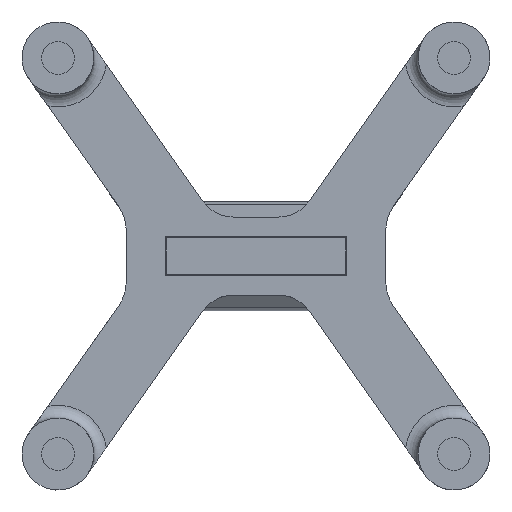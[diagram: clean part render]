
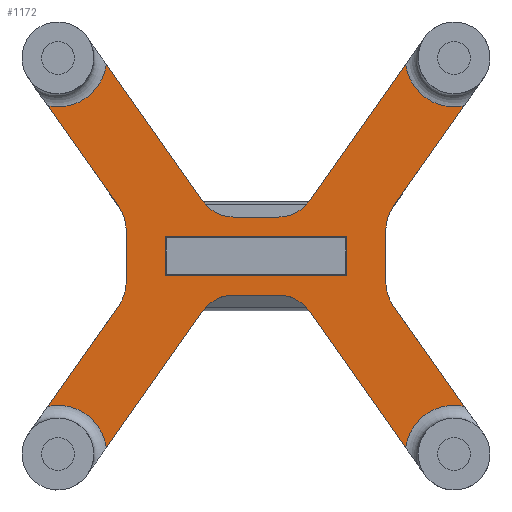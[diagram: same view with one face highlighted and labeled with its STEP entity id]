
A CAD part, top view. The second image highlights one B-rep face of the part: STEP entity #1172.
In plain terms, the highlighted planar face has unit normal (0, 0, 1).
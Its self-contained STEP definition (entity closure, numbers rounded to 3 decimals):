
#39=FACE_BOUND('',#247,.T.);
#57=CIRCLE('',#1234,3.);
#59=CIRCLE('',#1238,3.);
#61=CIRCLE('',#1242,3.);
#63=CIRCLE('',#1246,3.);
#65=CIRCLE('',#1250,3.);
#67=CIRCLE('',#1254,3.);
#69=CIRCLE('',#1258,3.);
#71=CIRCLE('',#1262,3.);
#73=CIRCLE('',#1266,3.763);
#79=CIRCLE('',#1274,3.763);
#84=CIRCLE('',#1281,3.763);
#88=CIRCLE('',#1287,3.763);
#177=FACE_OUTER_BOUND('',#246,.T.);
#246=EDGE_LOOP('',(#984,#985,#986,#987,#988,#989,#990,#991,#992,#993,#994,
#995,#996,#997,#998,#999,#1000,#1001,#1002,#1003,#1004,#1005,#1006,#1007));
#247=EDGE_LOOP('',(#1008,#1009,#1010,#1011));
#298=LINE('',#1799,#400);
#301=LINE('',#1810,#403);
#307=LINE('',#1833,#409);
#310=LINE('',#1844,#412);
#316=LINE('',#1867,#418);
#319=LINE('',#1878,#421);
#325=LINE('',#1901,#427);
#328=LINE('',#1912,#430);
#342=LINE('',#2026,#444);
#343=LINE('',#2027,#445);
#344=LINE('',#2028,#446);
#345=LINE('',#2029,#447);
#346=LINE('',#2032,#448);
#347=LINE('',#2034,#449);
#348=LINE('',#2036,#450);
#349=LINE('',#2037,#451);
#400=VECTOR('',#1439,10.);
#403=VECTOR('',#1450,10.);
#409=VECTOR('',#1464,10.);
#412=VECTOR('',#1475,10.);
#418=VECTOR('',#1489,10.);
#421=VECTOR('',#1500,10.);
#427=VECTOR('',#1514,10.);
#430=VECTOR('',#1525,10.);
#444=VECTOR('',#1635,10.);
#445=VECTOR('',#1636,10.);
#446=VECTOR('',#1637,10.);
#447=VECTOR('',#1638,10.);
#448=VECTOR('',#1639,10.);
#449=VECTOR('',#1640,10.);
#450=VECTOR('',#1641,10.);
#451=VECTOR('',#1642,10.);
#498=VERTEX_POINT('',#1782);
#499=VERTEX_POINT('',#1784);
#502=VERTEX_POINT('',#1792);
#505=VERTEX_POINT('',#1804);
#506=VERTEX_POINT('',#1806);
#509=VERTEX_POINT('',#1816);
#510=VERTEX_POINT('',#1818);
#513=VERTEX_POINT('',#1826);
#516=VERTEX_POINT('',#1838);
#517=VERTEX_POINT('',#1840);
#520=VERTEX_POINT('',#1850);
#521=VERTEX_POINT('',#1852);
#524=VERTEX_POINT('',#1860);
#527=VERTEX_POINT('',#1872);
#528=VERTEX_POINT('',#1874);
#531=VERTEX_POINT('',#1884);
#532=VERTEX_POINT('',#1886);
#535=VERTEX_POINT('',#1894);
#538=VERTEX_POINT('',#1906);
#539=VERTEX_POINT('',#1908);
#541=VERTEX_POINT('',#1917);
#547=VERTEX_POINT('',#1939);
#552=VERTEX_POINT('',#1959);
#556=VERTEX_POINT('',#1977);
#568=VERTEX_POINT('',#2030);
#569=VERTEX_POINT('',#2031);
#570=VERTEX_POINT('',#2033);
#571=VERTEX_POINT('',#2035);
#626=EDGE_CURVE('',#498,#499,#57,.T.);
#631=EDGE_CURVE('',#498,#502,#298,.T.);
#634=EDGE_CURVE('',#505,#506,#59,.T.);
#636=EDGE_CURVE('',#505,#499,#301,.T.);
#640=EDGE_CURVE('',#509,#510,#61,.T.);
#645=EDGE_CURVE('',#509,#513,#307,.T.);
#648=EDGE_CURVE('',#516,#517,#63,.T.);
#650=EDGE_CURVE('',#516,#510,#310,.T.);
#654=EDGE_CURVE('',#520,#521,#65,.T.);
#659=EDGE_CURVE('',#520,#524,#316,.T.);
#662=EDGE_CURVE('',#527,#528,#67,.T.);
#664=EDGE_CURVE('',#527,#521,#319,.T.);
#668=EDGE_CURVE('',#531,#532,#69,.T.);
#673=EDGE_CURVE('',#531,#535,#325,.T.);
#676=EDGE_CURVE('',#538,#539,#71,.T.);
#678=EDGE_CURVE('',#538,#532,#328,.T.);
#682=EDGE_CURVE('',#541,#502,#73,.T.);
#691=EDGE_CURVE('',#547,#535,#79,.T.);
#699=EDGE_CURVE('',#552,#524,#84,.T.);
#706=EDGE_CURVE('',#556,#513,#88,.T.);
#724=EDGE_CURVE('',#541,#517,#342,.T.);
#725=EDGE_CURVE('',#556,#528,#343,.T.);
#726=EDGE_CURVE('',#552,#539,#344,.T.);
#727=EDGE_CURVE('',#547,#506,#345,.T.);
#728=EDGE_CURVE('',#568,#569,#346,.T.);
#729=EDGE_CURVE('',#569,#570,#347,.T.);
#730=EDGE_CURVE('',#570,#571,#348,.T.);
#731=EDGE_CURVE('',#571,#568,#349,.T.);
#984=ORIENTED_EDGE('',*,*,#682,.F.);
#985=ORIENTED_EDGE('',*,*,#724,.T.);
#986=ORIENTED_EDGE('',*,*,#648,.F.);
#987=ORIENTED_EDGE('',*,*,#650,.T.);
#988=ORIENTED_EDGE('',*,*,#640,.F.);
#989=ORIENTED_EDGE('',*,*,#645,.T.);
#990=ORIENTED_EDGE('',*,*,#706,.F.);
#991=ORIENTED_EDGE('',*,*,#725,.T.);
#992=ORIENTED_EDGE('',*,*,#662,.F.);
#993=ORIENTED_EDGE('',*,*,#664,.T.);
#994=ORIENTED_EDGE('',*,*,#654,.F.);
#995=ORIENTED_EDGE('',*,*,#659,.T.);
#996=ORIENTED_EDGE('',*,*,#699,.F.);
#997=ORIENTED_EDGE('',*,*,#726,.T.);
#998=ORIENTED_EDGE('',*,*,#676,.F.);
#999=ORIENTED_EDGE('',*,*,#678,.T.);
#1000=ORIENTED_EDGE('',*,*,#668,.F.);
#1001=ORIENTED_EDGE('',*,*,#673,.T.);
#1002=ORIENTED_EDGE('',*,*,#691,.F.);
#1003=ORIENTED_EDGE('',*,*,#727,.T.);
#1004=ORIENTED_EDGE('',*,*,#634,.F.);
#1005=ORIENTED_EDGE('',*,*,#636,.T.);
#1006=ORIENTED_EDGE('',*,*,#626,.F.);
#1007=ORIENTED_EDGE('',*,*,#631,.T.);
#1008=ORIENTED_EDGE('',*,*,#728,.T.);
#1009=ORIENTED_EDGE('',*,*,#729,.T.);
#1010=ORIENTED_EDGE('',*,*,#730,.T.);
#1011=ORIENTED_EDGE('',*,*,#731,.T.);
#1107=PLANE('',#1311);
#1172=ADVANCED_FACE('',(#177,#39),#1107,.T.);
#1234=AXIS2_PLACEMENT_3D('',#1785,#1432,#1433);
#1238=AXIS2_PLACEMENT_3D('',#1807,#1445,#1446);
#1242=AXIS2_PLACEMENT_3D('',#1819,#1457,#1458);
#1246=AXIS2_PLACEMENT_3D('',#1841,#1470,#1471);
#1250=AXIS2_PLACEMENT_3D('',#1853,#1482,#1483);
#1254=AXIS2_PLACEMENT_3D('',#1875,#1495,#1496);
#1258=AXIS2_PLACEMENT_3D('',#1887,#1507,#1508);
#1262=AXIS2_PLACEMENT_3D('',#1909,#1520,#1521);
#1266=AXIS2_PLACEMENT_3D('',#1924,#1531,#1532);
#1274=AXIS2_PLACEMENT_3D('',#1946,#1549,#1550);
#1281=AXIS2_PLACEMENT_3D('',#1966,#1565,#1566);
#1287=AXIS2_PLACEMENT_3D('',#1984,#1579,#1580);
#1311=AXIS2_PLACEMENT_3D('',#2025,#1633,#1634);
#1432=DIRECTION('center_axis',(0.,0.,1.));
#1433=DIRECTION('ref_axis',(-0.46,-0.888,0.));
#1439=DIRECTION('',(-0.576,0.818,0.));
#1445=DIRECTION('center_axis',(0.,0.,1.));
#1446=DIRECTION('ref_axis',(0.46,-0.888,0.));
#1450=DIRECTION('',(-1.,0.,0.));
#1457=DIRECTION('center_axis',(0.,0.,1.));
#1458=DIRECTION('ref_axis',(0.953,-0.302,0.));
#1464=DIRECTION('',(-0.576,-0.818,0.));
#1470=DIRECTION('center_axis',(0.,0.,1.));
#1471=DIRECTION('ref_axis',(0.953,0.302,0.));
#1475=DIRECTION('',(0.,-1.,0.));
#1482=DIRECTION('center_axis',(0.,0.,1.));
#1483=DIRECTION('ref_axis',(0.46,0.888,0.));
#1489=DIRECTION('',(0.576,-0.818,0.));
#1495=DIRECTION('center_axis',(0.,0.,1.));
#1496=DIRECTION('ref_axis',(-0.46,0.888,0.));
#1500=DIRECTION('',(1.,0.,0.));
#1507=DIRECTION('center_axis',(0.,0.,1.));
#1508=DIRECTION('ref_axis',(-0.953,0.302,0.));
#1514=DIRECTION('',(0.576,0.818,0.));
#1520=DIRECTION('center_axis',(0.,0.,1.));
#1521=DIRECTION('ref_axis',(-0.953,-0.302,0.));
#1525=DIRECTION('',(0.,1.,0.));
#1531=DIRECTION('center_axis',(0.,0.,1.));
#1532=DIRECTION('ref_axis',(0.576,-0.818,0.));
#1549=DIRECTION('center_axis',(0.,0.,1.));
#1550=DIRECTION('ref_axis',(-0.576,-0.818,0.));
#1565=DIRECTION('center_axis',(0.,0.,1.));
#1566=DIRECTION('ref_axis',(-0.576,0.818,0.));
#1579=DIRECTION('center_axis',(0.,0.,1.));
#1580=DIRECTION('ref_axis',(0.576,0.818,0.));
#1633=DIRECTION('center_axis',(0.,0.,1.));
#1634=DIRECTION('ref_axis',(1.,0.,0.));
#1635=DIRECTION('',(0.576,-0.818,0.));
#1636=DIRECTION('',(0.576,0.818,0.));
#1637=DIRECTION('',(-0.576,0.818,0.));
#1638=DIRECTION('',(-0.576,-0.818,0.));
#1639=DIRECTION('',(0.,-1.,0.));
#1640=DIRECTION('',(-1.,0.,0.));
#1641=DIRECTION('',(0.,1.,0.));
#1642=DIRECTION('',(1.,0.,0.));
#1782=CARTESIAN_POINT('',(-4.138,4.272,1.6));
#1784=CARTESIAN_POINT('',(-1.686,3.,1.6));
#1785=CARTESIAN_POINT('Origin',(-1.686,6.,1.6));
#1792=CARTESIAN_POINT('',(-11.521,14.753,1.6));
#1799=CARTESIAN_POINT('',(-12.992,16.841,1.6));
#1804=CARTESIAN_POINT('',(1.686,3.,1.6));
#1806=CARTESIAN_POINT('',(4.138,4.272,1.6));
#1807=CARTESIAN_POINT('Origin',(1.686,6.,1.6));
#1810=CARTESIAN_POINT('',(10.,3.,1.6));
#1816=CARTESIAN_POINT('',(-10.547,-3.777,1.6));
#1818=CARTESIAN_POINT('',(-10.,-2.049,1.6));
#1819=CARTESIAN_POINT('Origin',(-13.,-2.049,1.6));
#1826=CARTESIAN_POINT('',(-16.037,-11.571,1.6));
#1833=CARTESIAN_POINT('',(-10.,-3.,1.6));
#1838=CARTESIAN_POINT('',(-10.,2.049,1.6));
#1840=CARTESIAN_POINT('',(-10.547,3.777,1.6));
#1841=CARTESIAN_POINT('Origin',(-13.,2.049,1.6));
#1844=CARTESIAN_POINT('',(-10.,3.,1.6));
#1850=CARTESIAN_POINT('',(4.138,-4.272,1.6));
#1852=CARTESIAN_POINT('',(1.686,-3.,1.6));
#1853=CARTESIAN_POINT('Origin',(1.686,-6.,1.6));
#1860=CARTESIAN_POINT('',(11.521,-14.753,1.6));
#1867=CARTESIAN_POINT('',(12.992,-16.841,1.6));
#1872=CARTESIAN_POINT('',(-1.686,-3.,1.6));
#1874=CARTESIAN_POINT('',(-4.138,-4.272,1.6));
#1875=CARTESIAN_POINT('Origin',(-1.686,-6.,1.6));
#1878=CARTESIAN_POINT('',(-10.,-3.,1.6));
#1884=CARTESIAN_POINT('',(10.547,3.777,1.6));
#1886=CARTESIAN_POINT('',(10.,2.049,1.6));
#1887=CARTESIAN_POINT('Origin',(13.,2.049,1.6));
#1894=CARTESIAN_POINT('',(16.037,11.571,1.6));
#1901=CARTESIAN_POINT('',(10.,3.,1.6));
#1906=CARTESIAN_POINT('',(10.,-2.049,1.6));
#1908=CARTESIAN_POINT('',(10.547,-3.777,1.6));
#1909=CARTESIAN_POINT('Origin',(13.,-2.049,1.6));
#1912=CARTESIAN_POINT('',(10.,-3.,1.6));
#1917=CARTESIAN_POINT('',(-16.037,11.571,1.6));
#1924=CARTESIAN_POINT('Origin',(-15.25,15.25,1.6));
#1939=CARTESIAN_POINT('',(11.521,14.753,1.6));
#1946=CARTESIAN_POINT('Origin',(15.25,15.25,1.6));
#1959=CARTESIAN_POINT('',(16.037,-11.571,1.6));
#1966=CARTESIAN_POINT('Origin',(15.25,-15.25,1.6));
#1977=CARTESIAN_POINT('',(-11.521,-14.753,1.6));
#1984=CARTESIAN_POINT('Origin',(-15.25,-15.25,1.6));
#2025=CARTESIAN_POINT('Origin',(0.,0.,1.6));
#2026=CARTESIAN_POINT('',(-10.,3.,1.6));
#2027=CARTESIAN_POINT('',(-12.992,-16.841,1.6));
#2028=CARTESIAN_POINT('',(10.,-3.,1.6));
#2029=CARTESIAN_POINT('',(12.992,16.841,1.6));
#2030=CARTESIAN_POINT('',(7.,1.5,1.6));
#2031=CARTESIAN_POINT('',(7.,-1.5,1.6));
#2032=CARTESIAN_POINT('',(7.,-1.5,1.6));
#2033=CARTESIAN_POINT('',(-7.,-1.5,1.6));
#2034=CARTESIAN_POINT('',(-7.,-1.5,1.6));
#2035=CARTESIAN_POINT('',(-7.,1.5,1.6));
#2036=CARTESIAN_POINT('',(-7.,1.5,1.6));
#2037=CARTESIAN_POINT('',(7.,1.5,1.6));
